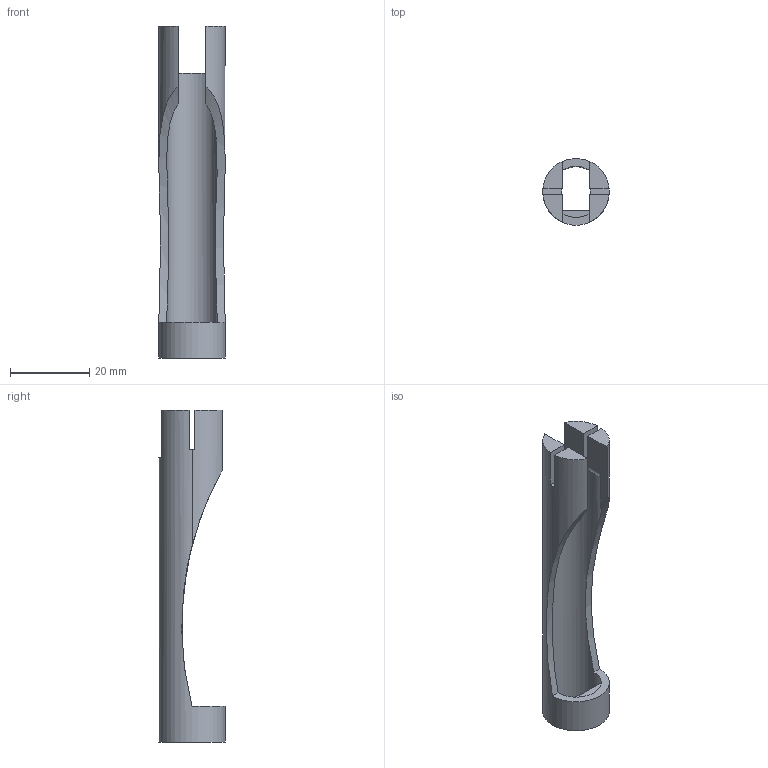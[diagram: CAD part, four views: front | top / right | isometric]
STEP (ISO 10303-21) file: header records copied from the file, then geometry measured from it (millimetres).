
FILE_DESCRIPTION(/* description */ (''),/* implementation_level */ '2;1');
FILE_NAME(/* name */ 'Board Case.step',/* time_stamp */ '2018-07-25T13:11:46+02:00',/* author */ (''),/* organization */ (''),/* preprocessor_version */ 'ST-DEVELOPER v17',/* originating_system */ 'Autodesk Translation Framework v7.1.0.215',/* authorisation */ '');
FILE_SCHEMA (('AUTOMOTIVE_DESIGN { 1 0 10303 214 3 1 1 }'));
Length unit declared in the file: millimetre
Products named in the file (1): Board Case
Bounding box: 16.8 x 16.8 x 84 mm (x, y, z)
Volume: 5078 mm3; surface area: 5398.1 mm2
Topology: 1 solids, 1 shells, 29 faces, 80 edges, 52 vertices
Faces by surface type: plane 21, cylinder 8
Full cylindrical faces by diameter (mm): 16.8 x1
Entity records: 1092 total; most frequent: CARTESIAN_POINT 304, ORIENTED_EDGE 160, DIRECTION 154, EDGE_CURVE 80, AXIS2_PLACEMENT_3D 54, VERTEX_POINT 52, LINE 46, VECTOR 46
